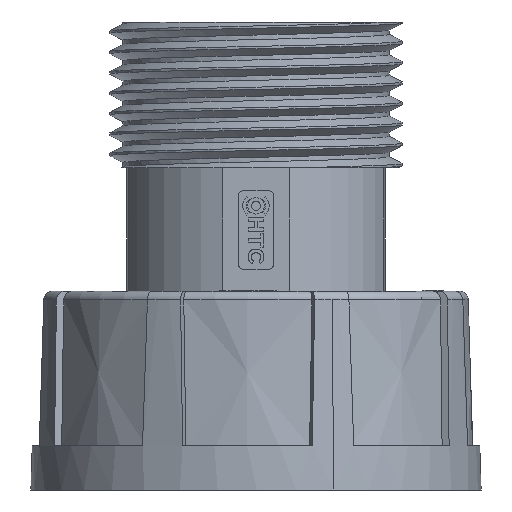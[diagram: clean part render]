
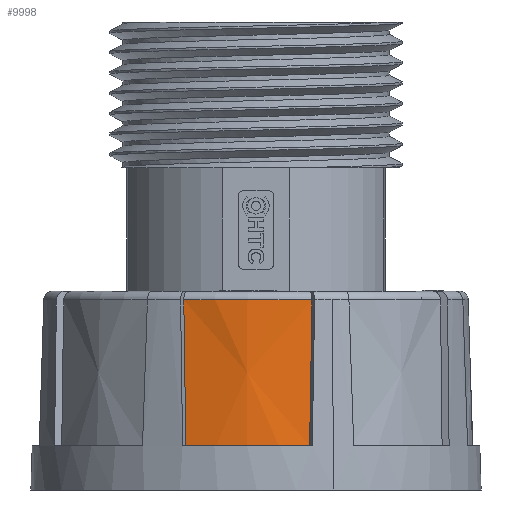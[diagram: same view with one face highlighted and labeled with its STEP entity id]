
A CAD part, left-side view. The second image highlights one B-rep face of the part: STEP entity #9998.
In plain terms, the highlighted conical face has half-angle 1.5 degrees and reference radius 24.5 mm.
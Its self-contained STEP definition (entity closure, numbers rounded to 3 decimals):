
#1100 = CARTESIAN_POINT ( 'NONE',  ( -88.325, 56.844, 5. ) ) ;
#1513 = ORIENTED_EDGE ( 'NONE', *, *, #2507, .F. ) ;
#2134 = AXIS2_PLACEMENT_3D ( 'NONE', #22818, #10244, #4079 ) ;
#2507 = EDGE_CURVE ( 'NONE', #6873, #11316, #26332, .T. ) ;
#4079 = DIRECTION ( 'NONE',  ( 0.924, 0.383, 0. ) ) ;
#4565 = B_SPLINE_CURVE_WITH_KNOTS ( 'NONE', 3,
 ( #1100, #9436, #17800, #18756 ),
 .UNSPECIFIED., .F., .F.,
 ( 4, 4 ),
 ( 0., 1. ),
 .UNSPECIFIED. ) ;
#5274 = ORIENTED_EDGE ( 'NONE', *, *, #22479, .T. ) ;
#6799 = AXIS2_PLACEMENT_3D ( 'NONE', #13527, #9015, #17785 ) ;
#6873 = VERTEX_POINT ( 'NONE', #12022 ) ;
#7483 = CARTESIAN_POINT ( 'NONE',  ( -87.796, 56.595, 21.526 ) ) ;
#7574 = VERTEX_POINT ( 'NONE', #12098 ) ;
#8382 = EDGE_CURVE ( 'NONE', #7574, #23759, #4565, .T. ) ;
#8449 = DIRECTION ( 'NONE',  ( 0., 0., -1. ) ) ;
#9015 = DIRECTION ( 'NONE',  ( 0., 0., -1. ) ) ;
#9436 = CARTESIAN_POINT ( 'NONE',  ( -88.15, 56.761, 10.509 ) ) ;
#9998 = ADVANCED_FACE ( 'NONE', ( #18858 ), #16498, .T. ) ;
#10244 = DIRECTION ( 'NONE',  ( 0., 0., 1. ) ) ;
#10526 = CARTESIAN_POINT ( 'NONE',  ( -88.325, 70.878, 5. ) ) ;
#11316 = VERTEX_POINT ( 'NONE', #12222 ) ;
#11697 = EDGE_CURVE ( 'NONE', #6873, #7574, #23976, .T. ) ;
#12022 = CARTESIAN_POINT ( 'NONE',  ( -88.325, 70.878, 5. ) ) ;
#12098 = CARTESIAN_POINT ( 'NONE',  ( -88.325, 56.844, 5. ) ) ;
#12222 = CARTESIAN_POINT ( 'NONE',  ( -87.796, 71.128, 21.526 ) ) ;
#12424 = DIRECTION ( 'NONE',  ( 0.924, 0.383, 0. ) ) ;
#12503 = CIRCLE ( 'NONE', #6799, 24.067 ) ;
#12827 = CARTESIAN_POINT ( 'NONE',  ( -87.973, 71.045, 16.017 ) ) ;
#13527 = CARTESIAN_POINT ( 'NONE',  ( -64.851, 63.861, 21.526 ) ) ;
#13950 = ORIENTED_EDGE ( 'NONE', *, *, #11697, .T. ) ;
#16498 = CONICAL_SURFACE ( 'NONE', #18273, 24.5, 0.026 ) ;
#17785 = DIRECTION ( 'NONE',  ( 0.924, 0.383, 0. ) ) ;
#17800 = CARTESIAN_POINT ( 'NONE',  ( -87.973, 56.678, 16.017 ) ) ;
#18273 = AXIS2_PLACEMENT_3D ( 'NONE', #20640, #8449, #12424 ) ;
#18756 = CARTESIAN_POINT ( 'NONE',  ( -87.796, 56.595, 21.526 ) ) ;
#18858 = FACE_OUTER_BOUND ( 'NONE', #19544, .T. ) ;
#19544 = EDGE_LOOP ( 'NONE', ( #24862, #5274, #1513, #13950 ) ) ;
#20640 = CARTESIAN_POINT ( 'NONE',  ( -64.851, 63.861, 5. ) ) ;
#20661 = CARTESIAN_POINT ( 'NONE',  ( -87.796, 71.128, 21.526 ) ) ;
#22479 = EDGE_CURVE ( 'NONE', #23759, #11316, #12503, .T. ) ;
#22818 = CARTESIAN_POINT ( 'NONE',  ( -64.851, 63.861, 5. ) ) ;
#22968 = CARTESIAN_POINT ( 'NONE',  ( -88.15, 70.962, 10.509 ) ) ;
#23759 = VERTEX_POINT ( 'NONE', #7483 ) ;
#23976 = CIRCLE ( 'NONE', #2134, 24.5 ) ;
#24862 = ORIENTED_EDGE ( 'NONE', *, *, #8382, .T. ) ;
#26332 = B_SPLINE_CURVE_WITH_KNOTS ( 'NONE', 3,
 ( #10526, #22968, #12827, #20661 ),
 .UNSPECIFIED., .F., .F.,
 ( 4, 4 ),
 ( 0., 1. ),
 .UNSPECIFIED. ) ;
